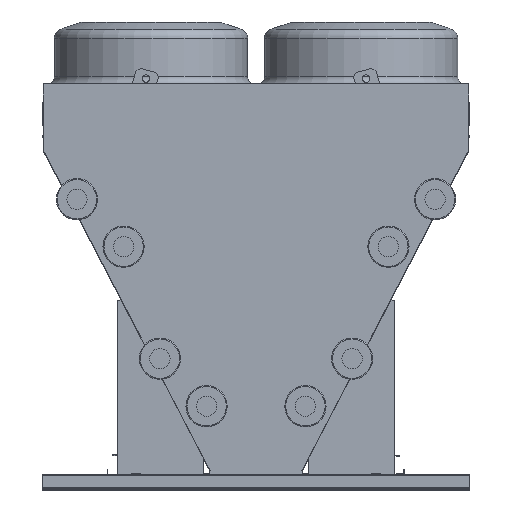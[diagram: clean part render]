
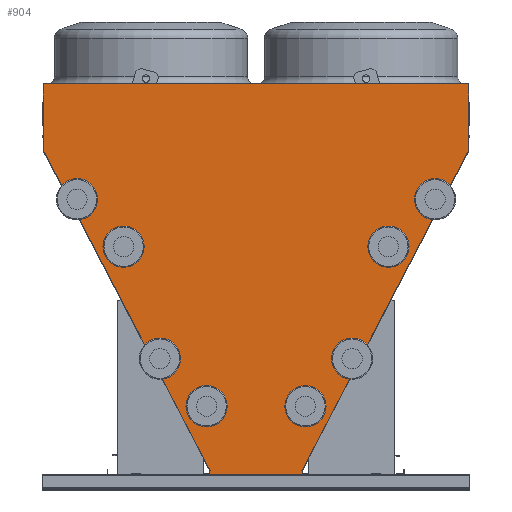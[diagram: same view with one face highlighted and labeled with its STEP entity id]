
A CAD part, top view. The second image highlights one B-rep face of the part: STEP entity #904.
In plain terms, the highlighted planar face has unit normal (0, 0, 1).
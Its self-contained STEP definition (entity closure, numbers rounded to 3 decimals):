
#60 = CARTESIAN_POINT ( 'NONE',  ( 279.893, 1.482, 0. ) ) ;
#562 = VERTEX_POINT ( 'NONE', #5124 ) ;
#807 = LINE ( 'NONE', #7951, #3932 ) ;
#904 = ADVANCED_FACE ( 'NONE', ( #10656 ), #2394, .F. ) ;
#961 = VECTOR ( 'NONE', #3836, 1000. ) ;
#1128 = VECTOR ( 'NONE', #8284, 1000. ) ;
#1404 = VECTOR ( 'NONE', #8219, 1000. ) ;
#1538 = DIRECTION ( 'NONE',  ( 0., 1., 0. ) ) ;
#1997 = CARTESIAN_POINT ( 'NONE',  ( -246.893, 17.358, 0. ) ) ;
#2182 = DIRECTION ( 'NONE',  ( -1., 0., 0. ) ) ;
#2200 = DIRECTION ( 'NONE',  ( 0., 0., -1. ) ) ;
#2244 = CARTESIAN_POINT ( 'NONE',  ( 1127.607, 1711.053, 0. ) ) ;
#2257 = VECTOR ( 'NONE', #12812, 1000. ) ;
#2358 = CARTESIAN_POINT ( 'NONE',  ( 0., 0., 0. ) ) ;
#2394 = PLANE ( 'NONE',  #14939 ) ;
#2437 = LINE ( 'NONE', #3278, #15675 ) ;
#2442 = CARTESIAN_POINT ( 'NONE',  ( -1127.739, 1711.053, 0. ) ) ;
#2450 = VECTOR ( 'NONE', #3914, 1000. ) ;
#2508 = CARTESIAN_POINT ( 'NONE',  ( -1127.739, 1711.053, 0. ) ) ;
#2527 = ORIENTED_EDGE ( 'NONE', *, *, #4446, .T. ) ;
#2663 = DIRECTION ( 'NONE',  ( 0., -1., 0. ) ) ;
#2684 = CARTESIAN_POINT ( 'NONE',  ( 279.893, 0., 0. ) ) ;
#2874 = LINE ( 'NONE', #10500, #2450 ) ;
#3045 = DIRECTION ( 'NONE',  ( 0., 1., 0. ) ) ;
#3064 = VECTOR ( 'NONE', #6236, 1000. ) ;
#3080 = VECTOR ( 'NONE', #4150, 1000. ) ;
#3278 = CARTESIAN_POINT ( 'NONE',  ( -246.893, 17.358, 0. ) ) ;
#3436 = VERTEX_POINT ( 'NONE', #2442 ) ;
#3536 = EDGE_CURVE ( 'NONE', #4832, #3674, #8108, .T. ) ;
#3674 = VERTEX_POINT ( 'NONE', #5633 ) ;
#3687 = CARTESIAN_POINT ( 'NONE',  ( 1127.607, 1711.053, 0. ) ) ;
#3780 = EDGE_CURVE ( 'NONE', #10779, #4863, #807, .T. ) ;
#3836 = DIRECTION ( 'NONE',  ( 0.462, -0.887, 0. ) ) ;
#3914 = DIRECTION ( 'NONE',  ( 0.462, 0.887, 0. ) ) ;
#3932 = VECTOR ( 'NONE', #2663, 1000. ) ;
#4005 = DIRECTION ( 'NONE',  ( 0., 1., 0. ) ) ;
#4150 = DIRECTION ( 'NONE',  ( -0.463, 0.886, 0. ) ) ;
#4211 = EDGE_CURVE ( 'NONE', #10591, #4832, #15891, .T. ) ;
#4241 = EDGE_CURVE ( 'NONE', #562, #10591, #4945, .T. ) ;
#4253 = LINE ( 'NONE', #15747, #1128 ) ;
#4317 = ORIENTED_EDGE ( 'NONE', *, *, #3780, .T. ) ;
#4338 = EDGE_CURVE ( 'NONE', #6827, #562, #2874, .T. ) ;
#4446 = EDGE_CURVE ( 'NONE', #7157, #6827, #10125, .T. ) ;
#4492 = EDGE_CURVE ( 'NONE', #7039, #7157, #15876, .T. ) ;
#4526 = EDGE_CURVE ( 'NONE', #15430, #7039, #8886, .T. ) ;
#4551 = EDGE_CURVE ( 'NONE', #7874, #15430, #14742, .T. ) ;
#4553 = EDGE_CURVE ( 'NONE', #9948, #5217, #8057, .T. ) ;
#4578 = VECTOR ( 'NONE', #4005, 1000. ) ;
#4601 = EDGE_CURVE ( 'NONE', #15203, #9948, #10313, .T. ) ;
#4639 = ORIENTED_EDGE ( 'NONE', *, *, #4492, .T. ) ;
#4653 = EDGE_CURVE ( 'NONE', #11046, #15203, #2437, .T. ) ;
#4677 = EDGE_CURVE ( 'NONE', #14952, #11046, #5552, .T. ) ;
#4781 = EDGE_CURVE ( 'NONE', #12901, #14952, #13421, .T. ) ;
#4832 = VERTEX_POINT ( 'NONE', #4990 ) ;
#4863 = VERTEX_POINT ( 'NONE', #9064 ) ;
#4873 = EDGE_CURVE ( 'NONE', #3436, #12901, #9279, .T. ) ;
#4895 = EDGE_CURVE ( 'NONE', #4863, #3436, #11490, .T. ) ;
#4945 = LINE ( 'NONE', #3687, #2257 ) ;
#4957 = EDGE_LOOP ( 'NONE', ( #4317, #7209, #10866, #7690, #16090, #10309, #15661, #6888, #6461, #15328, #7178, #4639, #2527, #6200, #5085, #11846, #5599, #11723 ) ) ;
#4990 = CARTESIAN_POINT ( 'NONE',  ( 1136.15, 1727.462, 0. ) ) ;
#5085 = ORIENTED_EDGE ( 'NONE', *, *, #4241, .T. ) ;
#5124 = CARTESIAN_POINT ( 'NONE',  ( 1126.218, 1711.776, 0. ) ) ;
#5217 = VERTEX_POINT ( 'NONE', #8607 ) ;
#5329 = VECTOR ( 'NONE', #12902, 1000. ) ;
#5513 = EDGE_CURVE ( 'NONE', #3674, #10779, #8651, .T. ) ;
#5552 = LINE ( 'NONE', #1997, #8687 ) ;
#5599 = ORIENTED_EDGE ( 'NONE', *, *, #3536, .T. ) ;
#5633 = CARTESIAN_POINT ( 'NONE',  ( 1136.15, 2083.62, 0. ) ) ;
#5745 = CARTESIAN_POINT ( 'NONE',  ( -1136.282, 2083.62, 0. ) ) ;
#5923 = EDGE_CURVE ( 'NONE', #5217, #7874, #4253, .T. ) ;
#5947 = DIRECTION ( 'NONE',  ( 0., -1., 0. ) ) ;
#6200 = ORIENTED_EDGE ( 'NONE', *, *, #4338, .T. ) ;
#6236 = DIRECTION ( 'NONE',  ( 0.462, -0.887, 0. ) ) ;
#6262 = DIRECTION ( 'NONE',  ( 0.462, 0.887, 0. ) ) ;
#6454 = CARTESIAN_POINT ( 'NONE',  ( -1136.282, 2083.62, 0. ) ) ;
#6461 = ORIENTED_EDGE ( 'NONE', *, *, #5923, .T. ) ;
#6827 = VERTEX_POINT ( 'NONE', #13349 ) ;
#6888 = ORIENTED_EDGE ( 'NONE', *, *, #4553, .T. ) ;
#7039 = VERTEX_POINT ( 'NONE', #10075 ) ;
#7157 = VERTEX_POINT ( 'NONE', #7647 ) ;
#7178 = ORIENTED_EDGE ( 'NONE', *, *, #4526, .T. ) ;
#7209 = ORIENTED_EDGE ( 'NONE', *, *, #4895, .T. ) ;
#7356 = DIRECTION ( 'NONE',  ( -0.461, -0.887, 0. ) ) ;
#7527 = CARTESIAN_POINT ( 'NONE',  ( -245.403, 20.223, 0. ) ) ;
#7647 = CARTESIAN_POINT ( 'NONE',  ( 246.893, 17.358, 0. ) ) ;
#7648 = VECTOR ( 'NONE', #12214, 1000. ) ;
#7690 = ORIENTED_EDGE ( 'NONE', *, *, #4781, .T. ) ;
#7810 = VECTOR ( 'NONE', #14654, 1000. ) ;
#7874 = VERTEX_POINT ( 'NONE', #2684 ) ;
#7951 = CARTESIAN_POINT ( 'NONE',  ( -1136.282, 1727.462, 0. ) ) ;
#8057 = LINE ( 'NONE', #14580, #7648 ) ;
#8108 = LINE ( 'NONE', #10590, #4578 ) ;
#8219 = DIRECTION ( 'NONE',  ( -1., 0., 0. ) ) ;
#8284 = DIRECTION ( 'NONE',  ( 1., 0., 0. ) ) ;
#8607 = CARTESIAN_POINT ( 'NONE',  ( -279.893, 0., 0. ) ) ;
#8651 = LINE ( 'NONE', #5745, #7810 ) ;
#8687 = VECTOR ( 'NONE', #7356, 1000. ) ;
#8886 = LINE ( 'NONE', #9604, #1404 ) ;
#9064 = CARTESIAN_POINT ( 'NONE',  ( -1136.282, 1727.462, 0. ) ) ;
#9279 = LINE ( 'NONE', #11649, #5329 ) ;
#9291 = VECTOR ( 'NONE', #1538, 1000. ) ;
#9309 = VECTOR ( 'NONE', #6262, 1000. ) ;
#9604 = CARTESIAN_POINT ( 'NONE',  ( 279.893, 1.482, 0. ) ) ;
#9735 = CARTESIAN_POINT ( 'NONE',  ( -246.893, 17.358, 0. ) ) ;
#9825 = CARTESIAN_POINT ( 'NONE',  ( -1126.246, 1711.83, 0. ) ) ;
#9948 = VERTEX_POINT ( 'NONE', #12269 ) ;
#10075 = CARTESIAN_POINT ( 'NONE',  ( 246.893, 1.482, 0. ) ) ;
#10125 = LINE ( 'NONE', #13226, #3080 ) ;
#10309 = ORIENTED_EDGE ( 'NONE', *, *, #4653, .T. ) ;
#10313 = LINE ( 'NONE', #12327, #16436 ) ;
#10500 = CARTESIAN_POINT ( 'NONE',  ( 245.39, 20.232, 0. ) ) ;
#10590 = CARTESIAN_POINT ( 'NONE',  ( 1136.15, 2083.62, 0. ) ) ;
#10591 = VERTEX_POINT ( 'NONE', #12582 ) ;
#10656 = FACE_OUTER_BOUND ( 'NONE', #4957, .T. ) ;
#10779 = VERTEX_POINT ( 'NONE', #6454 ) ;
#10866 = ORIENTED_EDGE ( 'NONE', *, *, #4873, .T. ) ;
#10948 = CARTESIAN_POINT ( 'NONE',  ( 279.893, 0., 0. ) ) ;
#11046 = VERTEX_POINT ( 'NONE', #9735 ) ;
#11490 = LINE ( 'NONE', #2508, #961 ) ;
#11649 = CARTESIAN_POINT ( 'NONE',  ( -1127.739, 1711.053, 0. ) ) ;
#11723 = ORIENTED_EDGE ( 'NONE', *, *, #5513, .T. ) ;
#11846 = ORIENTED_EDGE ( 'NONE', *, *, #4211, .T. ) ;
#12214 = DIRECTION ( 'NONE',  ( 0., -1., 0. ) ) ;
#12269 = CARTESIAN_POINT ( 'NONE',  ( -279.893, 1.482, 0. ) ) ;
#12327 = CARTESIAN_POINT ( 'NONE',  ( -279.893, 1.482, 0. ) ) ;
#12582 = CARTESIAN_POINT ( 'NONE',  ( 1127.607, 1711.053, 0. ) ) ;
#12693 = CARTESIAN_POINT ( 'NONE',  ( -245.403, 20.223, 0. ) ) ;
#12812 = DIRECTION ( 'NONE',  ( 0.887, -0.462, 0. ) ) ;
#12901 = VERTEX_POINT ( 'NONE', #9825 ) ;
#12902 = DIRECTION ( 'NONE',  ( 0.887, 0.462, 0. ) ) ;
#13226 = CARTESIAN_POINT ( 'NONE',  ( 246.893, 17.358, 0. ) ) ;
#13349 = CARTESIAN_POINT ( 'NONE',  ( 245.39, 20.232, 0. ) ) ;
#13421 = LINE ( 'NONE', #12693, #3064 ) ;
#13535 = DIRECTION ( 'NONE',  ( -1., 0., 0. ) ) ;
#14361 = VECTOR ( 'NONE', #3045, 1000. ) ;
#14580 = CARTESIAN_POINT ( 'NONE',  ( -279.893, 0., 0. ) ) ;
#14654 = DIRECTION ( 'NONE',  ( -1., 0., 0. ) ) ;
#14742 = LINE ( 'NONE', #10948, #14361 ) ;
#14939 = AXIS2_PLACEMENT_3D ( 'NONE', #2358, #2200, #2182 ) ;
#14952 = VERTEX_POINT ( 'NONE', #7527 ) ;
#15203 = VERTEX_POINT ( 'NONE', #16482 ) ;
#15328 = ORIENTED_EDGE ( 'NONE', *, *, #4551, .T. ) ;
#15430 = VERTEX_POINT ( 'NONE', #60 ) ;
#15661 = ORIENTED_EDGE ( 'NONE', *, *, #4601, .T. ) ;
#15675 = VECTOR ( 'NONE', #5947, 1000. ) ;
#15686 = CARTESIAN_POINT ( 'NONE',  ( 246.893, 17.358, 0. ) ) ;
#15747 = CARTESIAN_POINT ( 'NONE',  ( 279.893, 0., 0. ) ) ;
#15876 = LINE ( 'NONE', #15686, #9291 ) ;
#15891 = LINE ( 'NONE', #2244, #9309 ) ;
#16090 = ORIENTED_EDGE ( 'NONE', *, *, #4677, .T. ) ;
#16436 = VECTOR ( 'NONE', #13535, 1000. ) ;
#16482 = CARTESIAN_POINT ( 'NONE',  ( -246.893, 1.482, 0. ) ) ;
